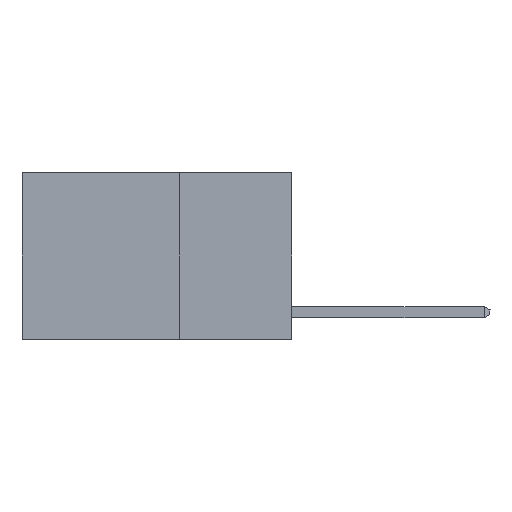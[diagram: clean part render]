
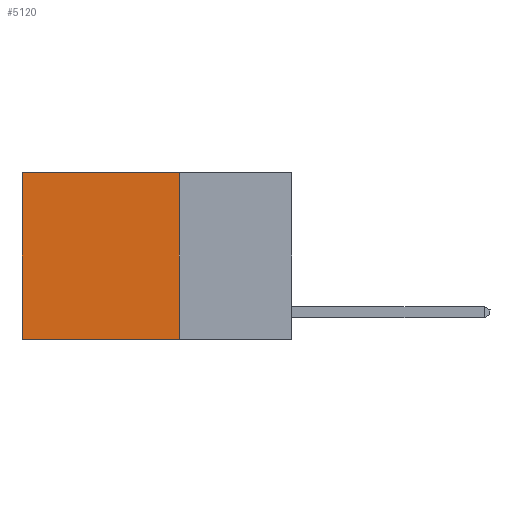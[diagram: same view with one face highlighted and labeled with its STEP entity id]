
A CAD part, left-side view. The second image highlights one B-rep face of the part: STEP entity #5120.
In plain terms, the highlighted planar face has unit normal (-1, 0, 0).
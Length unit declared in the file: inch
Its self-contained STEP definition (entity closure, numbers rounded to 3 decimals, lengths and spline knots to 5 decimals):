
#288 = FACE_OUTER_BOUND ( 'NONE', #2804, .T. ) ;
#463 = DIRECTION ( 'NONE',  ( 1., 0., 0. ) ) ;
#1085 = VECTOR ( 'NONE', #8287, 39.37008 ) ;
#1575 = CARTESIAN_POINT ( 'NONE',  ( 0.2625, 0.6, 0. ) ) ;
#1653 = ORIENTED_EDGE ( 'NONE', *, *, #13215, .T. ) ;
#2483 = VECTOR ( 'NONE', #3114, 39.37008 ) ;
#2551 = AXIS2_PLACEMENT_3D ( 'NONE', #8145, #463, #11187 ) ;
#2604 = DIRECTION ( 'NONE',  ( 0., 0., -1. ) ) ;
#2610 = ORIENTED_EDGE ( 'NONE', *, *, #3901, .F. ) ;
#2678 = CARTESIAN_POINT ( 'NONE',  ( 0.2625, 0.6, 0. ) ) ;
#2804 = EDGE_LOOP ( 'NONE', ( #1653, #11155, #2610, #18664 ) ) ;
#3110 = DIRECTION ( 'NONE',  ( 0., 0., -1. ) ) ;
#3114 = DIRECTION ( 'NONE',  ( 0., 1., 0. ) ) ;
#3443 = VERTEX_POINT ( 'NONE', #2678 ) ;
#3901 = EDGE_CURVE ( 'NONE', #4258, #16807, #18279, .T. ) ;
#4258 = VERTEX_POINT ( 'NONE', #6855 ) ;
#4565 = EDGE_CURVE ( 'NONE', #4258, #3443, #7571, .T. ) ;
#5120 = ADVANCED_FACE ( 'NONE', ( #288 ), #18750, .F. ) ;
#6759 = CARTESIAN_POINT ( 'NONE',  ( 0.2625, 0.25, -0.37 ) ) ;
#6855 = CARTESIAN_POINT ( 'NONE',  ( 0.2625, 0.25, 0. ) ) ;
#7571 = LINE ( 'NONE', #10726, #2483 ) ;
#8145 = CARTESIAN_POINT ( 'NONE',  ( 0.2625, 0.25, 0. ) ) ;
#8287 = DIRECTION ( 'NONE',  ( 0., 1., 0. ) ) ;
#8718 = EDGE_CURVE ( 'NONE', #16807, #10613, #13302, .T. ) ;
#10189 = VECTOR ( 'NONE', #2604, 39.37008 ) ;
#10230 = CARTESIAN_POINT ( 'NONE',  ( 0.2625, 0.25, 0. ) ) ;
#10613 = VERTEX_POINT ( 'NONE', #12432 ) ;
#10726 = CARTESIAN_POINT ( 'NONE',  ( 0.2625, 0.25, 0. ) ) ;
#11155 = ORIENTED_EDGE ( 'NONE', *, *, #8718, .F. ) ;
#11187 = DIRECTION ( 'NONE',  ( 0., 0., -1. ) ) ;
#12165 = CARTESIAN_POINT ( 'NONE',  ( 0.2625, 0.25, -0.37 ) ) ;
#12432 = CARTESIAN_POINT ( 'NONE',  ( 0.2625, 0.6, -0.37 ) ) ;
#13215 = EDGE_CURVE ( 'NONE', #3443, #10613, #14980, .T. ) ;
#13302 = LINE ( 'NONE', #6759, #1085 ) ;
#14980 = LINE ( 'NONE', #1575, #18991 ) ;
#16807 = VERTEX_POINT ( 'NONE', #12165 ) ;
#18279 = LINE ( 'NONE', #10230, #10189 ) ;
#18664 = ORIENTED_EDGE ( 'NONE', *, *, #4565, .T. ) ;
#18750 = PLANE ( 'NONE',  #2551 ) ;
#18991 = VECTOR ( 'NONE', #3110, 39.37008 ) ;
